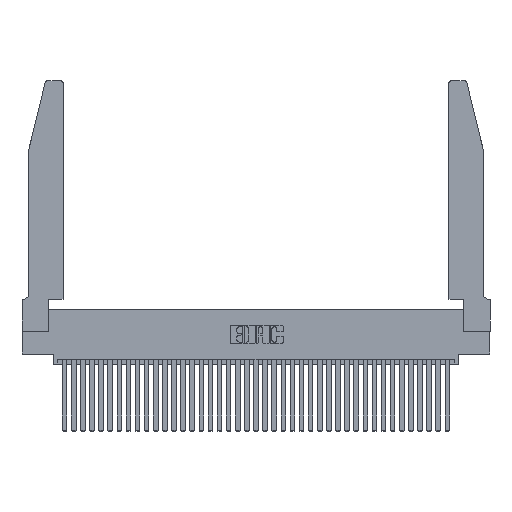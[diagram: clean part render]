
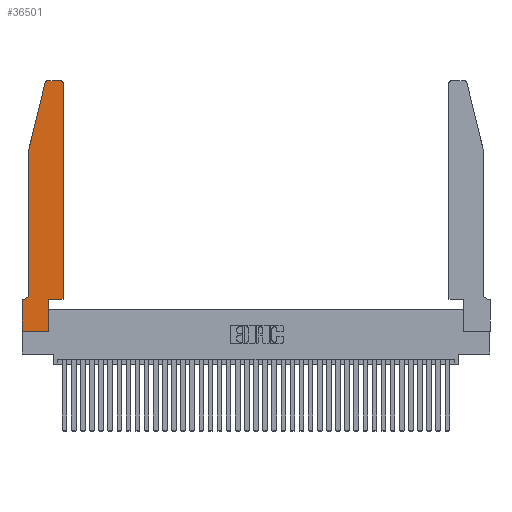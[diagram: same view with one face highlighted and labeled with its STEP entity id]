
A CAD part, top view. The second image highlights one B-rep face of the part: STEP entity #36501.
In plain terms, the highlighted planar face has unit normal (0, 0, 1).
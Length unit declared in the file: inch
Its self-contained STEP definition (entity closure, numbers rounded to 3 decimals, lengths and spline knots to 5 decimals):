
#129 = DIRECTION ( 'NONE',  ( 0., 0., 1. ) ) ;
#481 = VECTOR ( 'NONE', #29821, 39.37008 ) ;
#1040 = LINE ( 'NONE', #2986, #15006 ) ;
#1102 = CARTESIAN_POINT ( 'NONE',  ( 0.4505, 0.35, 0.37 ) ) ;
#1185 = EDGE_CURVE ( 'NONE', #34294, #13553, #10428, .T. ) ;
#1443 = CARTESIAN_POINT ( 'NONE',  ( 0., 0.35, 0.37 ) ) ;
#1551 = CARTESIAN_POINT ( 'NONE',  ( 0.2865, 0.35, 0.37 ) ) ;
#1623 = CARTESIAN_POINT ( 'NONE',  ( 0., 0., 0.37 ) ) ;
#2250 = EDGE_CURVE ( 'NONE', #17938, #29860, #15034, .T. ) ;
#2986 = CARTESIAN_POINT ( 'NONE',  ( 0.0755, 0.35, 0.37 ) ) ;
#3898 = CARTESIAN_POINT ( 'NONE',  ( 0.284, 2.72, 0.37 ) ) ;
#4553 = PLANE ( 'NONE',  #34530 ) ;
#4614 = ORIENTED_EDGE ( 'NONE', *, *, #15376, .T. ) ;
#4667 = DIRECTION ( 'NONE',  ( 1., 0., 0. ) ) ;
#4751 = DIRECTION ( 'NONE',  ( 1., 0., 0. ) ) ;
#5144 = ORIENTED_EDGE ( 'NONE', *, *, #17320, .T. ) ;
#5554 = EDGE_CURVE ( 'NONE', #29860, #27180, #21299, .T. ) ;
#5557 = CARTESIAN_POINT ( 'NONE',  ( 0.4205, 2.72, 0.37 ) ) ;
#5615 = CARTESIAN_POINT ( 'NONE',  ( 0.0055, 0.42, 0.37 ) ) ;
#6261 = DIRECTION ( 'NONE',  ( -0.239, -0.971, 0. ) ) ;
#6427 = FACE_OUTER_BOUND ( 'NONE', #19294, .T. ) ;
#6647 = CARTESIAN_POINT ( 'NONE',  ( 0.0755, 0.42, 0.37 ) ) ;
#7211 = DIRECTION ( 'NONE',  ( 0., -1., 0. ) ) ;
#7456 = CARTESIAN_POINT ( 'NONE',  ( 0.284, 2.75, 0.37 ) ) ;
#8374 = CARTESIAN_POINT ( 'NONE',  ( 0.2865, 0.35, 0.37 ) ) ;
#8515 = DIRECTION ( 'NONE',  ( -1., 0., 0. ) ) ;
#9120 = EDGE_CURVE ( 'NONE', #12553, #17938, #27053, .T. ) ;
#9907 = EDGE_CURVE ( 'NONE', #24254, #33659, #22768, .T. ) ;
#9988 = DIRECTION ( 'NONE',  ( 0., -1., 0. ) ) ;
#10428 = LINE ( 'NONE', #24711, #27040 ) ;
#10463 = AXIS2_PLACEMENT_3D ( 'NONE', #3898, #129, #15806 ) ;
#10997 = EDGE_CURVE ( 'NONE', #37756, #29206, #15826, .T. ) ;
#11042 = LINE ( 'NONE', #29967, #35079 ) ;
#12553 = VERTEX_POINT ( 'NONE', #1102 ) ;
#12989 = DIRECTION ( 'NONE',  ( 0., 1., 0. ) ) ;
#13553 = VERTEX_POINT ( 'NONE', #6647 ) ;
#14333 = CARTESIAN_POINT ( 'NONE',  ( 0.2605, 2.75, 0.37 ) ) ;
#14495 = ORIENTED_EDGE ( 'NONE', *, *, #33913, .T. ) ;
#15006 = VECTOR ( 'NONE', #29507, 39.37008 ) ;
#15034 = CIRCLE ( 'NONE', #16663, 0.03 ) ;
#15056 = CARTESIAN_POINT ( 'NONE',  ( 0.0055, 0.35, 0.37 ) ) ;
#15071 = VECTOR ( 'NONE', #12989, 39.37008 ) ;
#15376 = EDGE_CURVE ( 'NONE', #13553, #24201, #19775, .T. ) ;
#15534 = LINE ( 'NONE', #37240, #33142 ) ;
#15806 = DIRECTION ( 'NONE',  ( 1., 0., 0. ) ) ;
#15826 = LINE ( 'NONE', #8374, #481 ) ;
#15849 = CIRCLE ( 'NONE', #10463, 0.03 ) ;
#16390 = CARTESIAN_POINT ( 'NONE',  ( 0.4205, 2.75, 0.37 ) ) ;
#16663 = AXIS2_PLACEMENT_3D ( 'NONE', #5557, #21276, #4667 ) ;
#17231 = DIRECTION ( 'NONE',  ( 0., 0., -1. ) ) ;
#17320 = EDGE_CURVE ( 'NONE', #33659, #37756, #27491, .T. ) ;
#17938 = VERTEX_POINT ( 'NONE', #28921 ) ;
#18072 = ORIENTED_EDGE ( 'NONE', *, *, #9120, .T. ) ;
#18422 = ORIENTED_EDGE ( 'NONE', *, *, #22952, .T. ) ;
#18686 = CARTESIAN_POINT ( 'NONE',  ( 0., 0., 0.37 ) ) ;
#19294 = EDGE_LOOP ( 'NONE', ( #20209, #14495, #24322, #24051, #4614, #18422, #20590, #5144, #35450, #22504, #18072, #30203 ) ) ;
#19647 = DIRECTION ( 'NONE',  ( 0., 0., 1. ) ) ;
#19775 = CIRCLE ( 'NONE', #25054, 0.07 ) ;
#20209 = ORIENTED_EDGE ( 'NONE', *, *, #5554, .T. ) ;
#20590 = ORIENTED_EDGE ( 'NONE', *, *, #9907, .T. ) ;
#21276 = DIRECTION ( 'NONE',  ( 0., 0., 1. ) ) ;
#21299 = LINE ( 'NONE', #14333, #23576 ) ;
#21840 = VECTOR ( 'NONE', #9988, 39.37008 ) ;
#22221 = CARTESIAN_POINT ( 'NONE',  ( 0.2865, 0., 0.37 ) ) ;
#22504 = ORIENTED_EDGE ( 'NONE', *, *, #26692, .T. ) ;
#22768 = LINE ( 'NONE', #18686, #21840 ) ;
#22952 = EDGE_CURVE ( 'NONE', #24201, #24254, #1040, .T. ) ;
#23576 = VECTOR ( 'NONE', #29182, 39.37008 ) ;
#24051 = ORIENTED_EDGE ( 'NONE', *, *, #1185, .T. ) ;
#24201 = VERTEX_POINT ( 'NONE', #15056 ) ;
#24215 = CARTESIAN_POINT ( 'NONE',  ( 0.25487, 2.72718, 0.37 ) ) ;
#24254 = VERTEX_POINT ( 'NONE', #27422 ) ;
#24322 = ORIENTED_EDGE ( 'NONE', *, *, #25685, .T. ) ;
#24711 = CARTESIAN_POINT ( 'NONE',  ( 0.0755, 2., 0.37 ) ) ;
#25054 = AXIS2_PLACEMENT_3D ( 'NONE', #5615, #17231, #8515 ) ;
#25254 = DIRECTION ( 'NONE',  ( 1., 0., 0. ) ) ;
#25685 = EDGE_CURVE ( 'NONE', #36205, #34294, #11042, .T. ) ;
#26692 = EDGE_CURVE ( 'NONE', #29206, #12553, #15534, .T. ) ;
#27040 = VECTOR ( 'NONE', #7211, 39.37008 ) ;
#27053 = LINE ( 'NONE', #27287, #15071 ) ;
#27180 = VERTEX_POINT ( 'NONE', #7456 ) ;
#27287 = CARTESIAN_POINT ( 'NONE',  ( 0.4505, 0.35, 0.37 ) ) ;
#27422 = CARTESIAN_POINT ( 'NONE',  ( 0., 0.35, 0.37 ) ) ;
#27491 = LINE ( 'NONE', #28304, #29870 ) ;
#28304 = CARTESIAN_POINT ( 'NONE',  ( 0., 0., 0.37 ) ) ;
#28921 = CARTESIAN_POINT ( 'NONE',  ( 0.4505, 2.72, 0.37 ) ) ;
#29182 = DIRECTION ( 'NONE',  ( -1., 0., 0. ) ) ;
#29206 = VERTEX_POINT ( 'NONE', #1551 ) ;
#29507 = DIRECTION ( 'NONE',  ( -1., 0., 0. ) ) ;
#29821 = DIRECTION ( 'NONE',  ( 0., 1., 0. ) ) ;
#29860 = VERTEX_POINT ( 'NONE', #16390 ) ;
#29870 = VECTOR ( 'NONE', #30914, 39.37008 ) ;
#29967 = CARTESIAN_POINT ( 'NONE',  ( 0.0755, 2., 0.37 ) ) ;
#30203 = ORIENTED_EDGE ( 'NONE', *, *, #2250, .T. ) ;
#30914 = DIRECTION ( 'NONE',  ( 1., 0., 0. ) ) ;
#33142 = VECTOR ( 'NONE', #4751, 39.37008 ) ;
#33659 = VERTEX_POINT ( 'NONE', #1623 ) ;
#33913 = EDGE_CURVE ( 'NONE', #27180, #36205, #15849, .T. ) ;
#34294 = VERTEX_POINT ( 'NONE', #34625 ) ;
#34530 = AXIS2_PLACEMENT_3D ( 'NONE', #1443, #19647, #25254 ) ;
#34625 = CARTESIAN_POINT ( 'NONE',  ( 0.0755, 2., 0.37 ) ) ;
#35079 = VECTOR ( 'NONE', #6261, 39.37008 ) ;
#35450 = ORIENTED_EDGE ( 'NONE', *, *, #10997, .T. ) ;
#36205 = VERTEX_POINT ( 'NONE', #24215 ) ;
#36501 = ADVANCED_FACE ( 'NONE', ( #6427 ), #4553, .T. ) ;
#37240 = CARTESIAN_POINT ( 'NONE',  ( 0.4505, 0.35, 0.37 ) ) ;
#37756 = VERTEX_POINT ( 'NONE', #22221 ) ;
